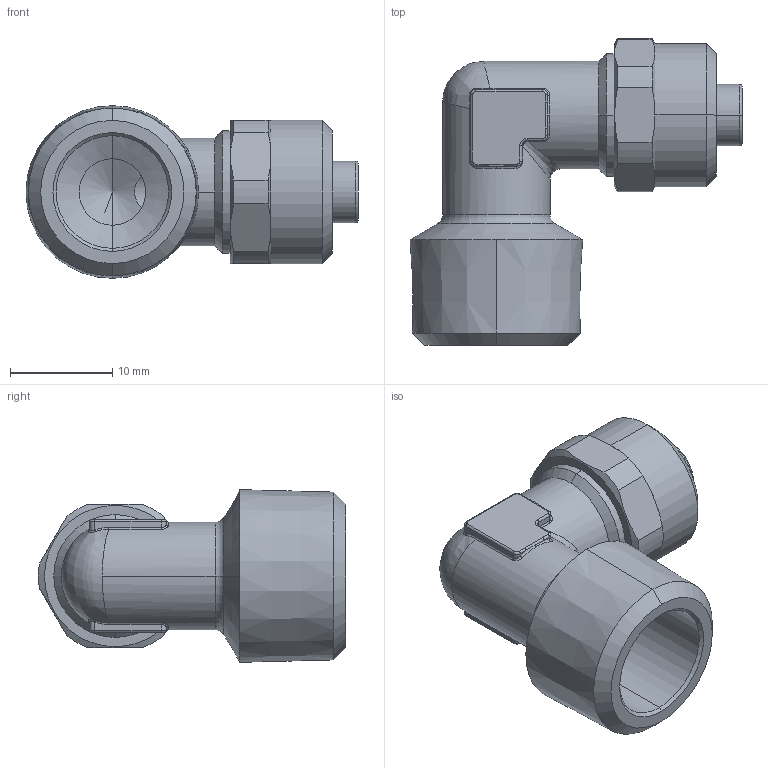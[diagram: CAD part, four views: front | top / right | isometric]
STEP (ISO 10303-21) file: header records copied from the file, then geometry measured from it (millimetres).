
FILE_DESCRIPTION (( 'STEP AP203' ), '1' );
FILE_NAME ('02060043.STEP', '2011-09-20T12:53:09', ( '' ), ( 'sopra-pneumatic' ), 'SwSTEP 2.0', 'SolidWorks 2011', '' );
FILE_SCHEMA (( 'CONFIG_CONTROL_DESIGN' ));
Length unit declared in the file: millimetre
Products named in the file (1): 02060043
Bounding box: 32.43 x 29.99 x 16.86 mm (x, y, z)
Volume: 4124.2 mm3; surface area: 3284.5 mm2
Topology: 1 solids, 1 shells, 167 faces, 391 edges, 227 vertices
Faces by surface type: cylinder 62, plane 29, cone 28, bspline 26, torus 22
Entity records: 5537 total; most frequent: CARTESIAN_POINT 1808, ORIENTED_EDGE 778, DIRECTION 772, EDGE_CURVE 389, AXIS2_PLACEMENT_3D 323, VERTEX_POINT 227, CIRCLE 181, EDGE_LOOP 172
